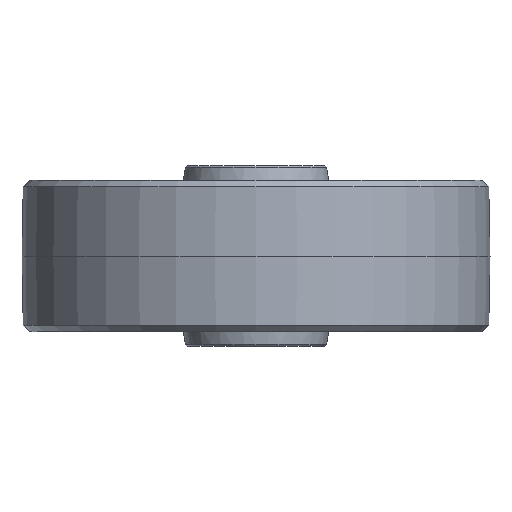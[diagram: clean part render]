
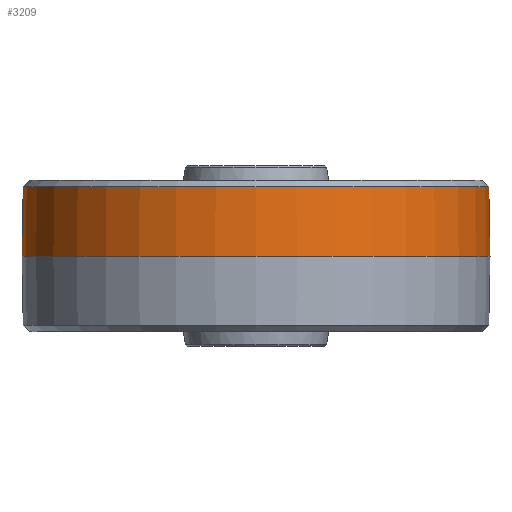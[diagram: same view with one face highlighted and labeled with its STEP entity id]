
A CAD part, front view. The second image highlights one B-rep face of the part: STEP entity #3209.
In plain terms, the highlighted conical face has half-angle 1 degrees and reference radius 74.564 mm.
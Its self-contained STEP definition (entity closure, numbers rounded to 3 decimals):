
#81 = VERTEX_POINT ( 'NONE', #2796 ) ;
#157 = CARTESIAN_POINT ( 'NONE',  ( 74.987, 0., 0. ) ) ;
#255 = EDGE_CURVE ( 'NONE', #2797, #2313, #3879, .T. ) ;
#275 = CONICAL_SURFACE ( 'NONE', #1506, 74.564, 0.017 ) ;
#625 = CARTESIAN_POINT ( 'NONE',  ( 0., 0., 22.25 ) ) ;
#975 = LINE ( 'NONE', #2509, #4230 ) ;
#1171 = VECTOR ( 'NONE', #1321, 1000. ) ;
#1233 = DIRECTION ( 'NONE',  ( 0., 0., 1. ) ) ;
#1293 = AXIS2_PLACEMENT_3D ( 'NONE', #625, #2107, #4159 ) ;
#1321 = DIRECTION ( 'NONE',  ( 0.017, 0., -1. ) ) ;
#1423 = DIRECTION ( 'NONE',  ( 0., 0., -1. ) ) ;
#1453 = EDGE_CURVE ( 'NONE', #81, #2948, #4613, .T. ) ;
#1506 = AXIS2_PLACEMENT_3D ( 'NONE', #4201, #1423, #3984 ) ;
#1739 = CARTESIAN_POINT ( 'NONE',  ( 74.564, 0., 24.25 ) ) ;
#1857 = ORIENTED_EDGE ( 'NONE', *, *, #1453, .T. ) ;
#2043 = DIRECTION ( 'NONE',  ( 1., 0., 0. ) ) ;
#2107 = DIRECTION ( 'NONE',  ( 0., 0., -1. ) ) ;
#2147 = DIRECTION ( 'NONE',  ( -0.017, 0., -1. ) ) ;
#2197 = EDGE_CURVE ( 'NONE', #2313, #81, #975, .T. ) ;
#2305 = EDGE_CURVE ( 'NONE', #2797, #2948, #4487, .T. ) ;
#2313 = VERTEX_POINT ( 'NONE', #4110 ) ;
#2440 = EDGE_LOOP ( 'NONE', ( #3016, #2590, #4125, #1857 ) ) ;
#2509 = CARTESIAN_POINT ( 'NONE',  ( -74.564, 0., 24.25 ) ) ;
#2590 = ORIENTED_EDGE ( 'NONE', *, *, #255, .T. ) ;
#2751 = CARTESIAN_POINT ( 'NONE',  ( 0., 0., 0. ) ) ;
#2796 = CARTESIAN_POINT ( 'NONE',  ( -74.987, 0., 0. ) ) ;
#2797 = VERTEX_POINT ( 'NONE', #3567 ) ;
#2948 = VERTEX_POINT ( 'NONE', #157 ) ;
#3016 = ORIENTED_EDGE ( 'NONE', *, *, #2305, .F. ) ;
#3209 = ADVANCED_FACE ( 'NONE', ( #3865 ), #275, .T. ) ;
#3567 = CARTESIAN_POINT ( 'NONE',  ( 74.599, 0., 22.25 ) ) ;
#3677 = AXIS2_PLACEMENT_3D ( 'NONE', #2751, #1233, #2043 ) ;
#3865 = FACE_OUTER_BOUND ( 'NONE', #2440, .T. ) ;
#3879 = CIRCLE ( 'NONE', #1293, 74.599 ) ;
#3984 = DIRECTION ( 'NONE',  ( -1., 0., 0. ) ) ;
#4110 = CARTESIAN_POINT ( 'NONE',  ( -74.599, 0., 22.25 ) ) ;
#4125 = ORIENTED_EDGE ( 'NONE', *, *, #2197, .T. ) ;
#4159 = DIRECTION ( 'NONE',  ( -1., 0., 0. ) ) ;
#4201 = CARTESIAN_POINT ( 'NONE',  ( 0., 0., 24.25 ) ) ;
#4230 = VECTOR ( 'NONE', #2147, 1000. ) ;
#4487 = LINE ( 'NONE', #1739, #1171 ) ;
#4613 = CIRCLE ( 'NONE', #3677, 74.987 ) ;
